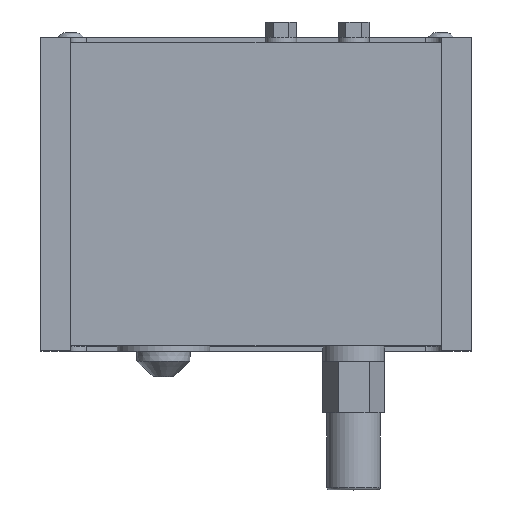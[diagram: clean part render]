
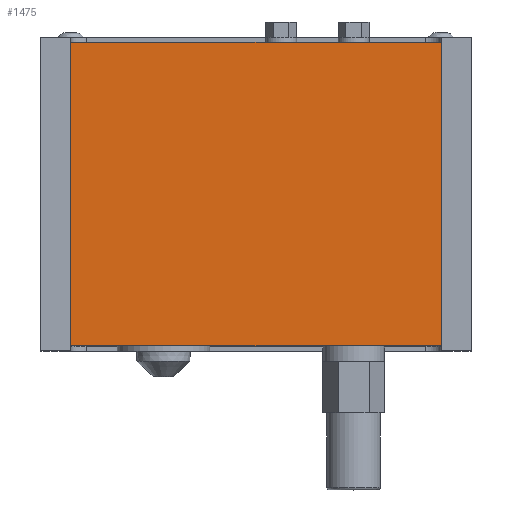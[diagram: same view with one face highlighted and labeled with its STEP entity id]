
A CAD part, top view. The second image highlights one B-rep face of the part: STEP entity #1475.
In plain terms, the highlighted planar face has unit normal (0, 0, 1).
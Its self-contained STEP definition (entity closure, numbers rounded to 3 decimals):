
#49=LINE('',#2211,#191);
#50=LINE('',#2216,#192);
#51=LINE('',#2218,#193);
#52=LINE('',#2219,#194);
#191=VECTOR('',#1756,72.);
#192=VECTOR('',#1761,59.);
#193=VECTOR('',#1762,72.);
#194=VECTOR('',#1763,59.);
#328=PLANE('',#1579);
#421=FACE_OUTER_BOUND('',#518,.T.);
#518=EDGE_LOOP('',(#1016,#1017,#1018,#1019));
#693=VERTEX_POINT('',#2207);
#694=VERTEX_POINT('',#2209);
#696=VERTEX_POINT('',#2215);
#697=VERTEX_POINT('',#2217);
#815=EDGE_CURVE('',#693,#694,#49,.T.);
#817=EDGE_CURVE('',#696,#694,#50,.T.);
#818=EDGE_CURVE('',#697,#696,#51,.T.);
#819=EDGE_CURVE('',#693,#697,#52,.T.);
#1016=ORIENTED_EDGE('',*,*,#815,.T.);
#1017=ORIENTED_EDGE('',*,*,#817,.F.);
#1018=ORIENTED_EDGE('',*,*,#818,.F.);
#1019=ORIENTED_EDGE('',*,*,#819,.F.);
#1475=ADVANCED_FACE('',(#421),#328,.T.);
#1579=AXIS2_PLACEMENT_3D('',#2214,#1759,#1760);
#1756=DIRECTION('',(1.,0.,0.));
#1759=DIRECTION('center_axis',(0.,0.,1.));
#1760=DIRECTION('ref_axis',(1.,0.,0.));
#1761=DIRECTION('',(0.,-1.,0.));
#1762=DIRECTION('',(1.,0.,0.));
#1763=DIRECTION('',(0.,1.,0.));
#2207=CARTESIAN_POINT('',(-78.,1.,43.));
#2209=CARTESIAN_POINT('',(-6.,1.,43.));
#2211=CARTESIAN_POINT('',(-42.,1.,43.));
#2214=CARTESIAN_POINT('Origin',(-42.,30.,43.));
#2215=CARTESIAN_POINT('',(-6.,60.,43.));
#2216=CARTESIAN_POINT('',(-6.,0.,43.));
#2217=CARTESIAN_POINT('',(-78.,60.,43.));
#2218=CARTESIAN_POINT('',(-42.,60.,43.));
#2219=CARTESIAN_POINT('',(-78.,60.,43.));
